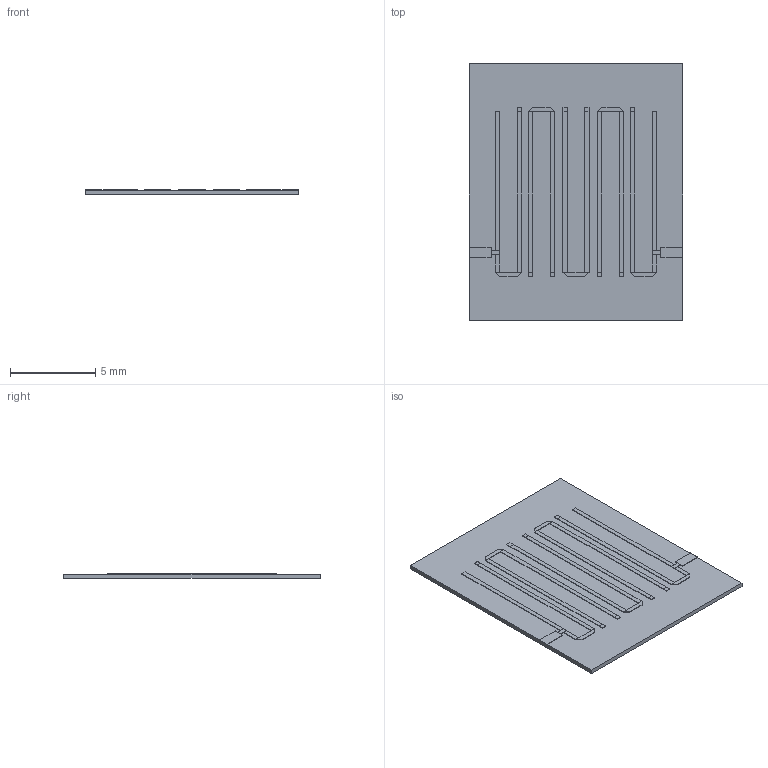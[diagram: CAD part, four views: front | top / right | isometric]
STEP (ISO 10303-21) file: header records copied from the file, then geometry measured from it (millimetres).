
FILE_DESCRIPTION(('STEP AP214'),'1');
FILE_NAME('Hairpin2.stp','2021-08-17T12:01:18',('user'),(' '),'Spatial InterOp 3D','CST ACIS InterOp Converter 2016',' ');
FILE_SCHEMA(('AUTOMOTIVE_DESIGN { 1 0 10303 214 1 1 1 1 }'));
Length unit declared in the file: millimetre
Products named in the file (1): Hairpin Filter/Resonator 1|Feed1
Bounding box: 12.47 x 15 x 0.29 mm (x, y, z)
Volume: 48.5 mm3; surface area: 451.3 mm2
Topology: 30 solids, 30 shells, 180 faces, 365 edges, 247 vertices
Faces by surface type: plane 180
Entity records: 4977 total; most frequent: CARTESIAN_POINT 816, DIRECTION 787, ORIENTED_EDGE 720, LINE 365, VECTOR 365, EDGE_CURVE 360, VERTEX_POINT 240, AXIS2_PLACEMENT_3D 211
